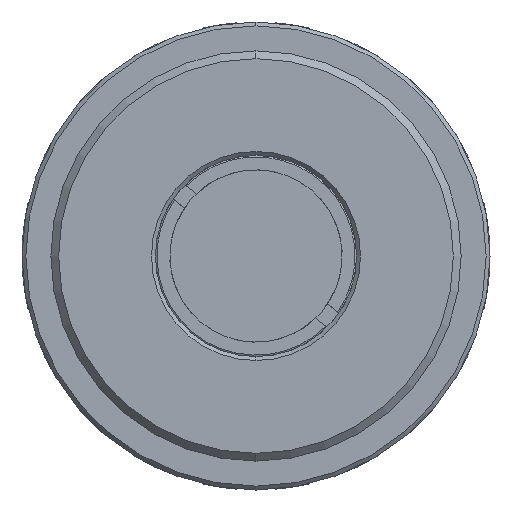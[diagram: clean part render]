
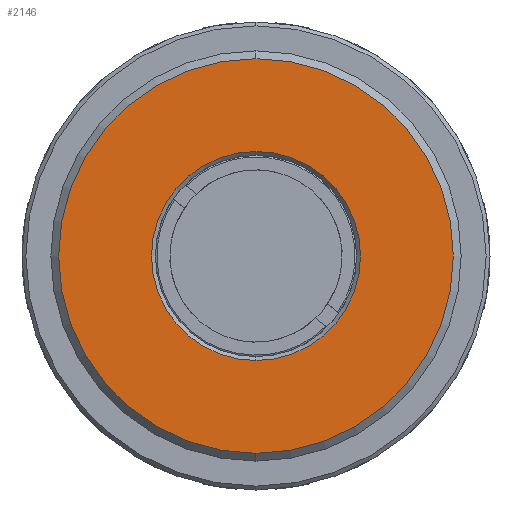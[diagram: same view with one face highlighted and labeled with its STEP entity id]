
A CAD part, left-side view. The second image highlights one B-rep face of the part: STEP entity #2146.
In plain terms, the highlighted planar face has unit normal (-1, 0, 0).
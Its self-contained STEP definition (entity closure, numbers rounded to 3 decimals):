
#486 = FACE_OUTER_BOUND ( 'NONE', #5610, .T. ) ;
#575 = DIRECTION ( 'NONE',  ( 0., 0., -1. ) ) ;
#787 = ORIENTED_EDGE ( 'NONE', *, *, #6443, .T. ) ;
#1418 = CARTESIAN_POINT ( 'NONE',  ( 0., 0., 12.65 ) ) ;
#1459 = CARTESIAN_POINT ( 'NONE',  ( 0., 0., -6.7 ) ) ;
#1464 = CARTESIAN_POINT ( 'NONE',  ( 0., 0., 0. ) ) ;
#2146 = ADVANCED_FACE ( 'NONE', ( #486, #2431 ), #8241, .F. ) ;
#2262 = DIRECTION ( 'NONE',  ( 0., 0., -1. ) ) ;
#2380 = CIRCLE ( 'NONE', #5073, 6.7 ) ;
#2431 = FACE_BOUND ( 'NONE', #7612, .T. ) ;
#2462 = CARTESIAN_POINT ( 'NONE',  ( 0., 0., 0. ) ) ;
#2556 = DIRECTION ( 'NONE',  ( 0., 0., -1. ) ) ;
#2749 = ORIENTED_EDGE ( 'NONE', *, *, #4741, .T. ) ;
#2931 = VERTEX_POINT ( 'NONE', #3305 ) ;
#2982 = DIRECTION ( 'NONE',  ( -1., 0., 0. ) ) ;
#3195 = DIRECTION ( 'NONE',  ( 1., 0., 0. ) ) ;
#3305 = CARTESIAN_POINT ( 'NONE',  ( 0., 0., 6.7 ) ) ;
#3643 = AXIS2_PLACEMENT_3D ( 'NONE', #2462, #2982, #575 ) ;
#3795 = VERTEX_POINT ( 'NONE', #1418 ) ;
#3823 = CARTESIAN_POINT ( 'NONE',  ( 0., 13.15, 0. ) ) ;
#3835 = EDGE_CURVE ( 'NONE', #8142, #2931, #2380, .T. ) ;
#3906 = AXIS2_PLACEMENT_3D ( 'NONE', #5240, #4606, #7264 ) ;
#4250 = CARTESIAN_POINT ( 'NONE',  ( 0., 0., -12.65 ) ) ;
#4606 = DIRECTION ( 'NONE',  ( -1., 0., 0. ) ) ;
#4694 = AXIS2_PLACEMENT_3D ( 'NONE', #6560, #5848, #2262 ) ;
#4741 = EDGE_CURVE ( 'NONE', #2931, #8142, #5088, .T. ) ;
#5073 = AXIS2_PLACEMENT_3D ( 'NONE', #1464, #5963, #6048 ) ;
#5088 = CIRCLE ( 'NONE', #4694, 6.7 ) ;
#5240 = CARTESIAN_POINT ( 'NONE',  ( 0., 0., 0. ) ) ;
#5253 = CIRCLE ( 'NONE', #3643, 12.65 ) ;
#5610 = EDGE_LOOP ( 'NONE', ( #5677, #787 ) ) ;
#5677 = ORIENTED_EDGE ( 'NONE', *, *, #8210, .T. ) ;
#5776 = CIRCLE ( 'NONE', #3906, 12.65 ) ;
#5848 = DIRECTION ( 'NONE',  ( 1., 0., 0. ) ) ;
#5904 = VERTEX_POINT ( 'NONE', #4250 ) ;
#5963 = DIRECTION ( 'NONE',  ( 1., 0., 0. ) ) ;
#6048 = DIRECTION ( 'NONE',  ( 0., 0., -1. ) ) ;
#6200 = ORIENTED_EDGE ( 'NONE', *, *, #3835, .T. ) ;
#6443 = EDGE_CURVE ( 'NONE', #3795, #5904, #5776, .T. ) ;
#6560 = CARTESIAN_POINT ( 'NONE',  ( 0., 0., 0. ) ) ;
#6861 = AXIS2_PLACEMENT_3D ( 'NONE', #3823, #3195, #2556 ) ;
#7264 = DIRECTION ( 'NONE',  ( 0., 0., -1. ) ) ;
#7612 = EDGE_LOOP ( 'NONE', ( #2749, #6200 ) ) ;
#8142 = VERTEX_POINT ( 'NONE', #1459 ) ;
#8210 = EDGE_CURVE ( 'NONE', #5904, #3795, #5253, .T. ) ;
#8241 = PLANE ( 'NONE',  #6861 ) ;
